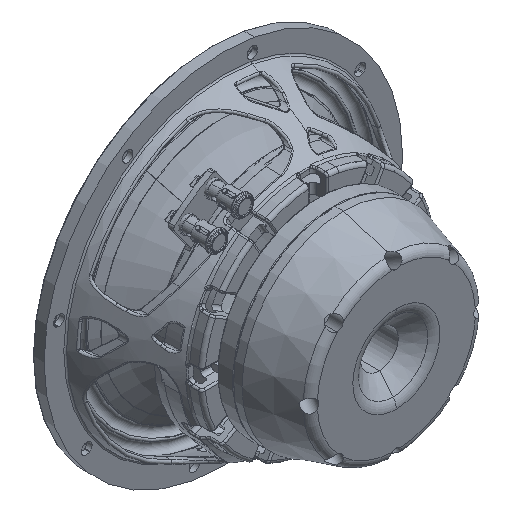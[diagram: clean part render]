
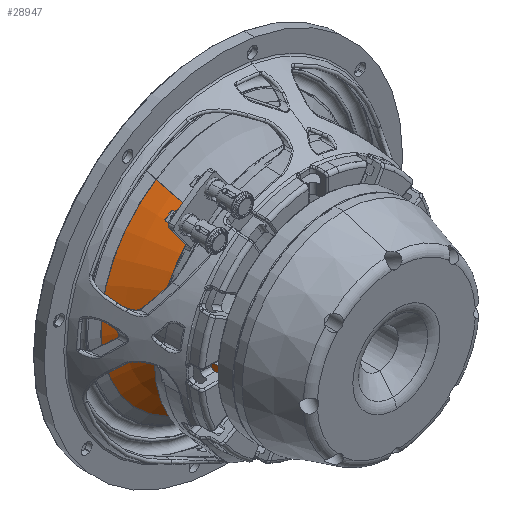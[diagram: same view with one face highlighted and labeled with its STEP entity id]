
A CAD part, isometric view. The second image highlights one B-rep face of the part: STEP entity #28947.
In plain terms, the highlighted toroidal (fillet/blend) face has major radius 127.416 mm and minor radius 119.5 mm.
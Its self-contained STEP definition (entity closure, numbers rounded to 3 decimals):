
#1027 = CARTESIAN_POINT ( 'NONE',  ( -21.61, 41.214, 33.077 ) ) ;
#6200 = CARTESIAN_POINT ( 'NONE',  ( 41.821, 68.357, -64.013 ) ) ;
#6212 = AXIS2_PLACEMENT_3D ( 'NONE', #61248, #29944, #50911 ) ;
#8135 = VERTEX_POINT ( 'NONE', #49701 ) ;
#8284 = EDGE_LOOP ( 'NONE', ( #14882, #50876, #51168, #52863 ) ) ;
#9907 = DIRECTION ( 'NONE',  ( 0., -1., 0. ) ) ;
#10304 = AXIS2_PLACEMENT_3D ( 'NONE', #37034, #58015, #10934 ) ;
#10759 = DIRECTION ( 'NONE',  ( 0., -1., 0. ) ) ;
#10934 = DIRECTION ( 'NONE',  ( 0.547, 0., -0.837 ) ) ;
#11480 = DIRECTION ( 'NONE',  ( 0., 1., 0. ) ) ;
#12341 = VERTEX_POINT ( 'NONE', #6200 ) ;
#13748 = AXIS2_PLACEMENT_3D ( 'NONE', #57842, #10759, #31707 ) ;
#14882 = ORIENTED_EDGE ( 'NONE', *, *, #28192, .F. ) ;
#18905 = EDGE_CURVE ( 'NONE', #38498, #8135, #39923, .T. ) ;
#23052 = CIRCLE ( 'NONE', #61474, 76.463 ) ;
#28192 = EDGE_CURVE ( 'NONE', #39626, #12341, #35818, .T. ) ;
#28947 = ADVANCED_FACE ( 'NONE', ( #63021 ), #43391, .F. ) ;
#29944 = DIRECTION ( 'NONE',  ( -0.837, 0., -0.547 ) ) ;
#30860 = DIRECTION ( 'NONE',  ( -0.547, 0., 0.837 ) ) ;
#31707 = DIRECTION ( 'NONE',  ( -0.547, 0., 0.837 ) ) ;
#32418 = DIRECTION ( 'NONE',  ( -0.547, 0., 0.837 ) ) ;
#35818 = CIRCLE ( 'NONE', #6212, 119.5 ) ;
#37034 = CARTESIAN_POINT ( 'NONE',  ( -69.69, -39.736, 106.669 ) ) ;
#37164 = CIRCLE ( 'NONE', #45950, 39.51 ) ;
#38498 = VERTEX_POINT ( 'NONE', #1027 ) ;
#39626 = VERTEX_POINT ( 'NONE', #57504 ) ;
#39923 = CIRCLE ( 'NONE', #10304, 119.5 ) ;
#43391 = TOROIDAL_SURFACE ( 'NONE', #13748, 127.416, 119.5 ) ;
#45950 = AXIS2_PLACEMENT_3D ( 'NONE', #58563, #11480, #32418 ) ;
#49701 = CARTESIAN_POINT ( 'NONE',  ( -41.821, 68.357, 64.013 ) ) ;
#50876 = ORIENTED_EDGE ( 'NONE', *, *, #57124, .T. ) ;
#50911 = DIRECTION ( 'NONE',  ( -0.547, 0., 0.837 ) ) ;
#51168 = ORIENTED_EDGE ( 'NONE', *, *, #18905, .T. ) ;
#52863 = ORIENTED_EDGE ( 'NONE', *, *, #65972, .T. ) ;
#56990 = CARTESIAN_POINT ( 'NONE',  ( 0., 68.357, 0. ) ) ;
#57124 = EDGE_CURVE ( 'NONE', #39626, #38498, #37164, .T. ) ;
#57504 = CARTESIAN_POINT ( 'NONE',  ( 21.61, 41.214, -33.077 ) ) ;
#57842 = CARTESIAN_POINT ( 'NONE',  ( 0., -39.736, 0. ) ) ;
#58015 = DIRECTION ( 'NONE',  ( 0.837, 0., 0.547 ) ) ;
#58563 = CARTESIAN_POINT ( 'NONE',  ( 0., 41.214, 0. ) ) ;
#61248 = CARTESIAN_POINT ( 'NONE',  ( 69.69, -39.736, -106.669 ) ) ;
#61474 = AXIS2_PLACEMENT_3D ( 'NONE', #56990, #9907, #30860 ) ;
#63021 = FACE_OUTER_BOUND ( 'NONE', #8284, .T. ) ;
#65972 = EDGE_CURVE ( 'NONE', #8135, #12341, #23052, .T. ) ;
